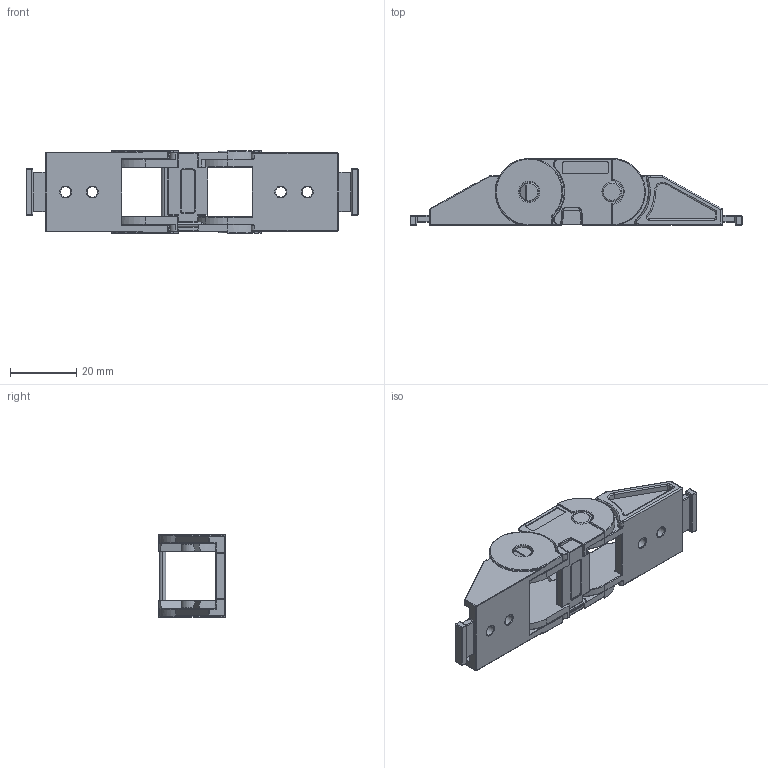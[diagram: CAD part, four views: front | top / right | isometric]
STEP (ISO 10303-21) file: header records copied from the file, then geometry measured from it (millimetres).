
FILE_DESCRIPTION (( 'STEP AP214' ), '1' );
FILE_NAME ('CK15-B015-AYAK.STEP', '2019-09-10T08:53:57', ( '' ), ( '' ), 'SwSTEP 2.0', 'SolidWorks 2017', '' );
FILE_SCHEMA (( 'AUTOMOTIVE_DESIGN' ));
Length unit declared in the file: millimetre
Products named in the file (1): CK15-B015-AYAK
Bounding box: 100.31 x 20.2 x 25 mm (x, y, z)
Volume: 13136 mm3; surface area: 13189.5 mm2
Topology: 4 solids, 4 shells, 745 faces, 1822 edges, 1040 vertices
Faces by surface type: cylinder 343, plane 169, torus 146, sphere 47, bspline 30, cone 10
Entity records: 22147 total; most frequent: CARTESIAN_POINT 4775, DIRECTION 3932, ORIENTED_EDGE 3524, EDGE_CURVE 1762, AXIS2_PLACEMENT_3D 1586, VERTEX_POINT 1037, CIRCLE 870, EDGE_LOOP 775
